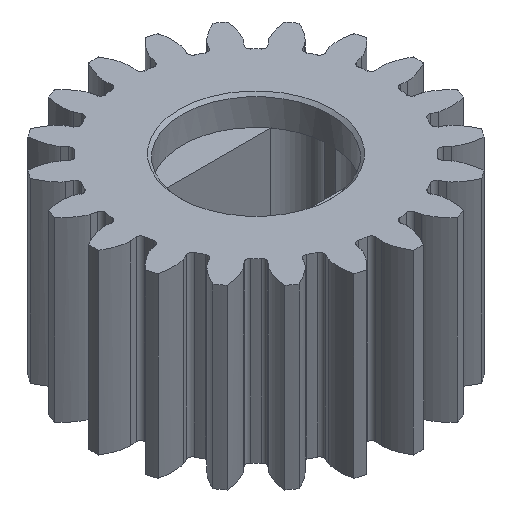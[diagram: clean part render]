
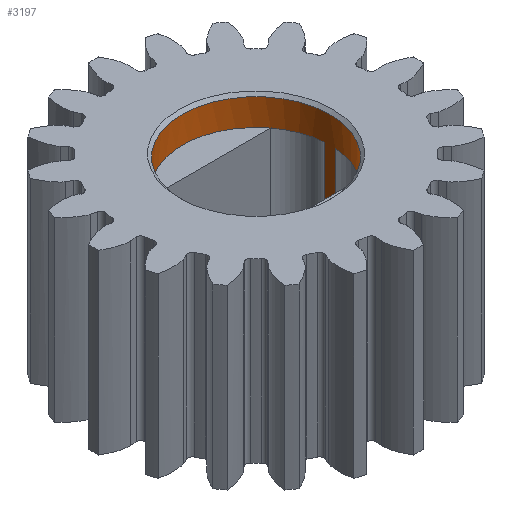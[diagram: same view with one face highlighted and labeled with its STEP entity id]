
A CAD part, isometric view. The second image highlights one B-rep face of the part: STEP entity #3197.
In plain terms, the highlighted cylindrical face has radius 2.5 mm (diameter 5 mm), a full revolution.
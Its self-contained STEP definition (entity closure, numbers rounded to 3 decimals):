
#191=CYLINDRICAL_SURFACE('',#3390,2.5);
#277=FACE_OUTER_BOUND('',#453,.T.);
#453=EDGE_LOOP('',(#2173,#2174,#2175,#2176,#2177,#2178,#2179,#2180,#2181,
#2182,#2183,#2184,#2185,#2186,#2187,#2188));
#631=LINE('',#4603,#885);
#632=LINE('',#4607,#886);
#633=LINE('',#4615,#887);
#634=LINE('',#4619,#888);
#635=LINE('',#4627,#889);
#885=VECTOR('',#3716,2.5);
#886=VECTOR('',#3719,10.);
#887=VECTOR('',#3726,10.);
#888=VECTOR('',#3729,10.);
#889=VECTOR('',#3736,10.);
#1139=CIRCLE('',#3389,2.5);
#1140=CIRCLE('',#3391,2.5);
#1141=CIRCLE('',#3392,2.5);
#1142=CIRCLE('',#3393,2.5);
#1143=CIRCLE('',#3394,2.5);
#1144=CIRCLE('',#3395,2.5);
#1145=CIRCLE('',#3396,2.5);
#1146=CIRCLE('',#3397,2.5);
#1147=CIRCLE('',#3398,2.5);
#1148=CIRCLE('',#3399,2.5);
#1318=VERTEX_POINT('',#4598);
#1319=VERTEX_POINT('',#4602);
#1320=VERTEX_POINT('',#4604);
#1321=VERTEX_POINT('',#4606);
#1322=VERTEX_POINT('',#4608);
#1323=VERTEX_POINT('',#4610);
#1324=VERTEX_POINT('',#4612);
#1325=VERTEX_POINT('',#4614);
#1326=VERTEX_POINT('',#4616);
#1327=VERTEX_POINT('',#4618);
#1328=VERTEX_POINT('',#4620);
#1329=VERTEX_POINT('',#4622);
#1330=VERTEX_POINT('',#4624);
#1331=VERTEX_POINT('',#4626);
#1658=EDGE_CURVE('',#1318,#1318,#1139,.T.);
#1659=EDGE_CURVE('',#1318,#1319,#631,.T.);
#1660=EDGE_CURVE('',#1320,#1319,#1140,.T.);
#1661=EDGE_CURVE('',#1320,#1321,#632,.T.);
#1662=EDGE_CURVE('',#1321,#1322,#1141,.T.);
#1663=EDGE_CURVE('',#1322,#1323,#1142,.T.);
#1664=EDGE_CURVE('',#1323,#1324,#1143,.T.);
#1665=EDGE_CURVE('',#1324,#1325,#633,.T.);
#1666=EDGE_CURVE('',#1326,#1325,#1144,.T.);
#1667=EDGE_CURVE('',#1326,#1327,#634,.T.);
#1668=EDGE_CURVE('',#1327,#1328,#1145,.T.);
#1669=EDGE_CURVE('',#1328,#1329,#1146,.T.);
#1670=EDGE_CURVE('',#1329,#1330,#1147,.T.);
#1671=EDGE_CURVE('',#1330,#1331,#635,.T.);
#1672=EDGE_CURVE('',#1319,#1331,#1148,.T.);
#2173=ORIENTED_EDGE('',*,*,#1658,.F.);
#2174=ORIENTED_EDGE('',*,*,#1659,.T.);
#2175=ORIENTED_EDGE('',*,*,#1660,.F.);
#2176=ORIENTED_EDGE('',*,*,#1661,.T.);
#2177=ORIENTED_EDGE('',*,*,#1662,.T.);
#2178=ORIENTED_EDGE('',*,*,#1663,.T.);
#2179=ORIENTED_EDGE('',*,*,#1664,.T.);
#2180=ORIENTED_EDGE('',*,*,#1665,.T.);
#2181=ORIENTED_EDGE('',*,*,#1666,.F.);
#2182=ORIENTED_EDGE('',*,*,#1667,.T.);
#2183=ORIENTED_EDGE('',*,*,#1668,.T.);
#2184=ORIENTED_EDGE('',*,*,#1669,.T.);
#2185=ORIENTED_EDGE('',*,*,#1670,.T.);
#2186=ORIENTED_EDGE('',*,*,#1671,.T.);
#2187=ORIENTED_EDGE('',*,*,#1672,.F.);
#2188=ORIENTED_EDGE('',*,*,#1659,.F.);
#3197=ADVANCED_FACE('',(#277),#191,.F.);
#3389=AXIS2_PLACEMENT_3D('',#4600,#3712,#3713);
#3390=AXIS2_PLACEMENT_3D('',#4601,#3714,#3715);
#3391=AXIS2_PLACEMENT_3D('',#4605,#3717,#3718);
#3392=AXIS2_PLACEMENT_3D('',#4609,#3720,#3721);
#3393=AXIS2_PLACEMENT_3D('',#4611,#3722,#3723);
#3394=AXIS2_PLACEMENT_3D('',#4613,#3724,#3725);
#3395=AXIS2_PLACEMENT_3D('',#4617,#3727,#3728);
#3396=AXIS2_PLACEMENT_3D('',#4621,#3730,#3731);
#3397=AXIS2_PLACEMENT_3D('',#4623,#3732,#3733);
#3398=AXIS2_PLACEMENT_3D('',#4625,#3734,#3735);
#3399=AXIS2_PLACEMENT_3D('',#4628,#3737,#3738);
#3712=DIRECTION('center_axis',(0.,0.,-1.));
#3713=DIRECTION('ref_axis',(1.,0.,0.));
#3714=DIRECTION('center_axis',(0.,0.,-1.));
#3715=DIRECTION('ref_axis',(1.,0.,0.));
#3716=DIRECTION('',(0.,0.,-1.));
#3717=DIRECTION('center_axis',(0.,0.,1.));
#3718=DIRECTION('ref_axis',(1.,0.,0.));
#3719=DIRECTION('',(0.,0.,1.));
#3720=DIRECTION('center_axis',(0.,0.,-1.));
#3721=DIRECTION('ref_axis',(1.,0.,0.));
#3722=DIRECTION('center_axis',(0.,0.,-1.));
#3723=DIRECTION('ref_axis',(1.,0.,0.));
#3724=DIRECTION('center_axis',(0.,0.,-1.));
#3725=DIRECTION('ref_axis',(1.,0.,0.));
#3726=DIRECTION('',(0.,0.,-1.));
#3727=DIRECTION('center_axis',(0.,0.,1.));
#3728=DIRECTION('ref_axis',(1.,0.,0.));
#3729=DIRECTION('',(0.,0.,1.));
#3730=DIRECTION('center_axis',(0.,0.,-1.));
#3731=DIRECTION('ref_axis',(1.,0.,0.));
#3732=DIRECTION('center_axis',(0.,0.,-1.));
#3733=DIRECTION('ref_axis',(1.,0.,0.));
#3734=DIRECTION('center_axis',(0.,0.,-1.));
#3735=DIRECTION('ref_axis',(1.,0.,0.));
#3736=DIRECTION('',(0.,0.,-1.));
#3737=DIRECTION('center_axis',(0.,0.,1.));
#3738=DIRECTION('ref_axis',(1.,0.,0.));
#4598=CARTESIAN_POINT('',(-2.5,0.,5.9));
#4600=CARTESIAN_POINT('Origin',(0.,0.,5.9));
#4601=CARTESIAN_POINT('Origin',(0.,0.,6.));
#4602=CARTESIAN_POINT('',(-2.5,0.,0.));
#4603=CARTESIAN_POINT('',(-2.5,0.,6.));
#4604=CARTESIAN_POINT('',(-2.493,0.185,0.));
#4605=CARTESIAN_POINT('Origin',(0.,0.,0.));
#4606=CARTESIAN_POINT('',(-2.493,0.185,5.));
#4607=CARTESIAN_POINT('',(-2.493,0.185,0.));
#4608=CARTESIAN_POINT('',(-2.,1.5,5.));
#4609=CARTESIAN_POINT('Origin',(0.,0.,5.));
#4610=CARTESIAN_POINT('',(2.,1.5,5.));
#4611=CARTESIAN_POINT('Origin',(0.,0.,5.));
#4612=CARTESIAN_POINT('',(2.493,0.185,5.));
#4613=CARTESIAN_POINT('Origin',(0.,0.,5.));
#4614=CARTESIAN_POINT('',(2.493,0.185,0.));
#4615=CARTESIAN_POINT('',(2.493,0.185,0.));
#4616=CARTESIAN_POINT('',(2.493,-0.185,0.));
#4617=CARTESIAN_POINT('Origin',(0.,0.,0.));
#4618=CARTESIAN_POINT('',(2.493,-0.185,5.));
#4619=CARTESIAN_POINT('',(2.493,-0.185,0.));
#4620=CARTESIAN_POINT('',(2.,-1.5,5.));
#4621=CARTESIAN_POINT('Origin',(0.,0.,5.));
#4622=CARTESIAN_POINT('',(-2.,-1.5,5.));
#4623=CARTESIAN_POINT('Origin',(0.,0.,5.));
#4624=CARTESIAN_POINT('',(-2.493,-0.185,5.));
#4625=CARTESIAN_POINT('Origin',(0.,0.,5.));
#4626=CARTESIAN_POINT('',(-2.493,-0.185,0.));
#4627=CARTESIAN_POINT('',(-2.493,-0.185,0.));
#4628=CARTESIAN_POINT('Origin',(0.,0.,0.));
